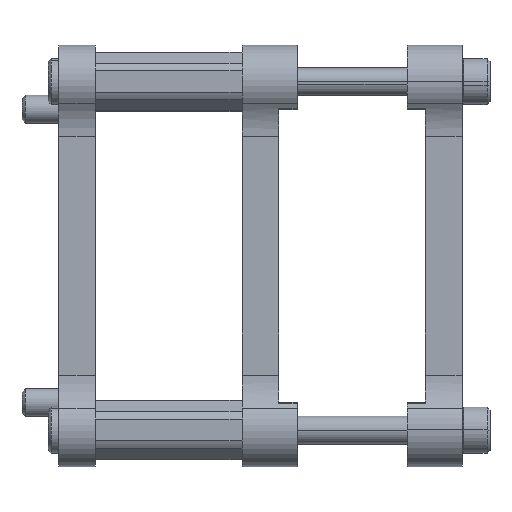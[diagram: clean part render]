
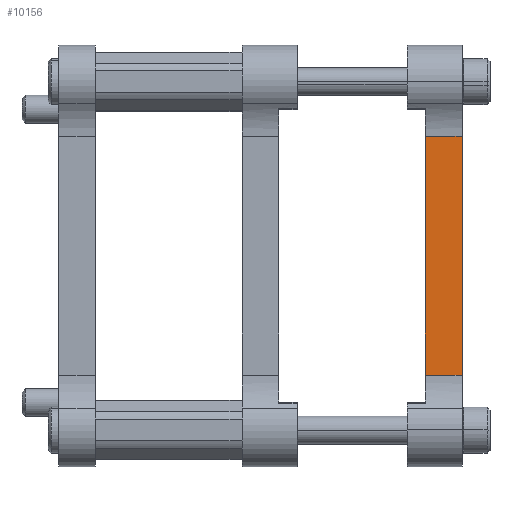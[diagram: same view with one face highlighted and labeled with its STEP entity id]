
A CAD part, top view. The second image highlights one B-rep face of the part: STEP entity #10156.
In plain terms, the highlighted planar face has unit normal (0, 0, 1).
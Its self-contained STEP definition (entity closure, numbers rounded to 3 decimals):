
#1191 = VECTOR ( 'NONE', #3974, 1000. ) ;
#3208 = CARTESIAN_POINT ( 'NONE',  ( 0., 20.658, 20.637 ) ) ;
#3974 = DIRECTION ( 'NONE',  ( 0., -1., 0. ) ) ;
#4527 = VERTEX_POINT ( 'NONE', #4635 ) ;
#4635 = CARTESIAN_POINT ( 'NONE',  ( 0., 20.658, 20.637 ) ) ;
#5412 = EDGE_LOOP ( 'NONE', ( #18580, #31745, #69815, #23577 ) ) ;
#7798 = LINE ( 'NONE', #42434, #26240 ) ;
#9421 = CARTESIAN_POINT ( 'NONE',  ( 6.35, -20.658, 20.637 ) ) ;
#10156 = ADVANCED_FACE ( 'NONE', ( #50396 ), #67208, .F. ) ;
#12201 = DIRECTION ( 'NONE',  ( 0., -1., 0. ) ) ;
#15410 = VECTOR ( 'NONE', #65375, 1000. ) ;
#15650 = LINE ( 'NONE', #9421, #17835 ) ;
#16971 = EDGE_CURVE ( 'NONE', #69135, #4527, #70839, .T. ) ;
#17049 = CARTESIAN_POINT ( 'NONE',  ( 6.35, 24.678, 20.637 ) ) ;
#17835 = VECTOR ( 'NONE', #49723, 1000. ) ;
#18580 = ORIENTED_EDGE ( 'NONE', *, *, #38886, .T. ) ;
#23577 = ORIENTED_EDGE ( 'NONE', *, *, #16971, .T. ) ;
#26240 = VECTOR ( 'NONE', #12201, 1000. ) ;
#30797 = CARTESIAN_POINT ( 'NONE',  ( 0., -20.658, 20.637 ) ) ;
#30956 = AXIS2_PLACEMENT_3D ( 'NONE', #17049, #52524, #69355 ) ;
#31745 = ORIENTED_EDGE ( 'NONE', *, *, #32339, .T. ) ;
#32339 = EDGE_CURVE ( 'NONE', #50721, #67339, #15650, .T. ) ;
#38886 = EDGE_CURVE ( 'NONE', #4527, #50721, #59919, .T. ) ;
#39046 = CARTESIAN_POINT ( 'NONE',  ( 0., 24.678, 20.637 ) ) ;
#39223 = CARTESIAN_POINT ( 'NONE',  ( 6.35, 20.658, 20.637 ) ) ;
#42434 = CARTESIAN_POINT ( 'NONE',  ( 6.35, 24.678, 20.637 ) ) ;
#49723 = DIRECTION ( 'NONE',  ( 1., 0., 0. ) ) ;
#50396 = FACE_OUTER_BOUND ( 'NONE', #5412, .T. ) ;
#50721 = VERTEX_POINT ( 'NONE', #30797 ) ;
#52524 = DIRECTION ( 'NONE',  ( 0., 0., -1. ) ) ;
#59919 = LINE ( 'NONE', #39046, #1191 ) ;
#60920 = EDGE_CURVE ( 'NONE', #69135, #67339, #7798, .T. ) ;
#63850 = CARTESIAN_POINT ( 'NONE',  ( 6.35, -20.658, 20.637 ) ) ;
#65375 = DIRECTION ( 'NONE',  ( -1., 0., 0. ) ) ;
#67208 = PLANE ( 'NONE',  #30956 ) ;
#67339 = VERTEX_POINT ( 'NONE', #63850 ) ;
#69135 = VERTEX_POINT ( 'NONE', #39223 ) ;
#69355 = DIRECTION ( 'NONE',  ( -1., 0., 0. ) ) ;
#69815 = ORIENTED_EDGE ( 'NONE', *, *, #60920, .F. ) ;
#70839 = LINE ( 'NONE', #3208, #15410 ) ;
